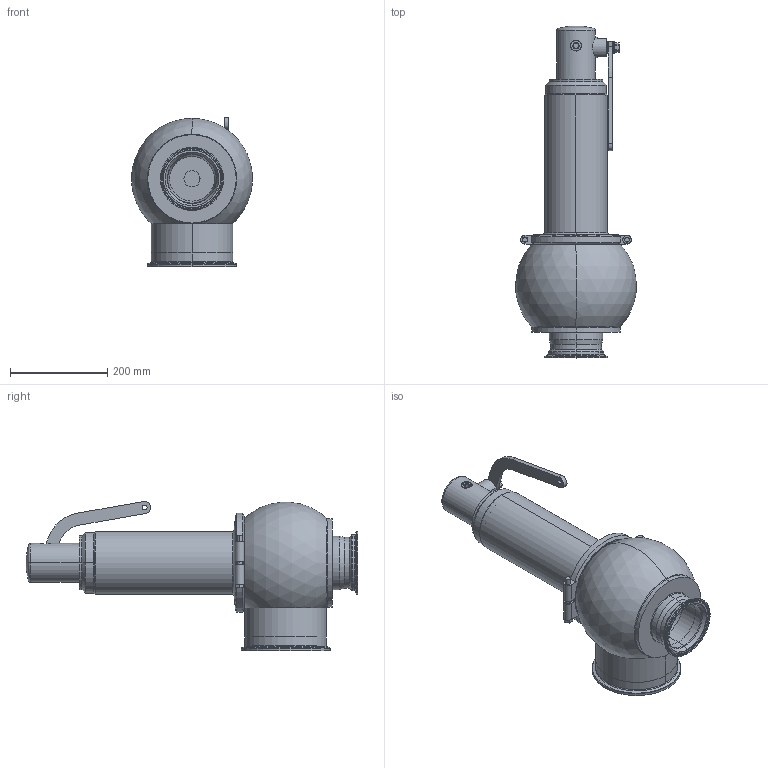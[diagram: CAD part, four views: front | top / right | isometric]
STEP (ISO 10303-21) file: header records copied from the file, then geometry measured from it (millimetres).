
FILE_DESCRIPTION((''),'2;1');
FILE_NAME('10001119722_G3D_000_ASM','2023-09-11T15:59:23',('SchmidtJ'),(''),'CREO PARAMETRIC BY PTC INC, 2020414','CREO PARAMETRIC BY PTC INC, 2020414','');
FILE_SCHEMA(('CONFIG_CONTROL_DESIGN'));
Length unit declared in the file: millimetre
Products named in the file (18): 10000482797_G3D_000; 10001119716_G3D_000; 10001119717_G3D_000; 10000625020_G3D_000; 10000462985_G3D_000; 10000787359_G3D_000; 10000462987_G3D_000; 10000787360_G3D_000; 10000787361_G3D_000; 10000462991_G3D_000; 10000462992_G3D_000; 10000462993_G3D_000; 10000787358_G3D_000_ASM; 10000452957_G3D_000; 10000452958_G3D_000; 10000452959_G3D_000; 10000452956_G3D_000_ASM; 10001119722_G3D_000_ASM
Assembly tree (19 placements, depth 3):
  10001119722_G3D_000_ASM
    10000482797_G3D_000
    10001119716_G3D_000
    10001119717_G3D_000
    10000625020_G3D_000
    10000787358_G3D_000_ASM
      10000462985_G3D_000
      10000787359_G3D_000
      10000462987_G3D_000
      10000787360_G3D_000
      10000787361_G3D_000
      10000462991_G3D_000
      10000462992_G3D_000
      10000462993_G3D_000
    10000452956_G3D_000_ASM
      10000452957_G3D_000  x2
      10000452958_G3D_000  x2
      10000452959_G3D_000
Bounding box: 248.65 x 683 x 306.96 mm (x, y, z)
Volume: 2703533.9 mm3; surface area: 970055.2 mm2
Topology: 17 solids, 25 shells, 554 faces, 1270 edges, 784 vertices
Faces by surface type: cylinder 224, plane 138, cone 132, torus 57, sphere 3
Entity records: 15045 total; most frequent: CARTESIAN_POINT 2969, DIRECTION 2801, ORIENTED_EDGE 2212, AXIS2_PLACEMENT_3D 1199, EDGE_CURVE 1124, VERTEX_POINT 694, CIRCLE 641, EDGE_LOOP 580
